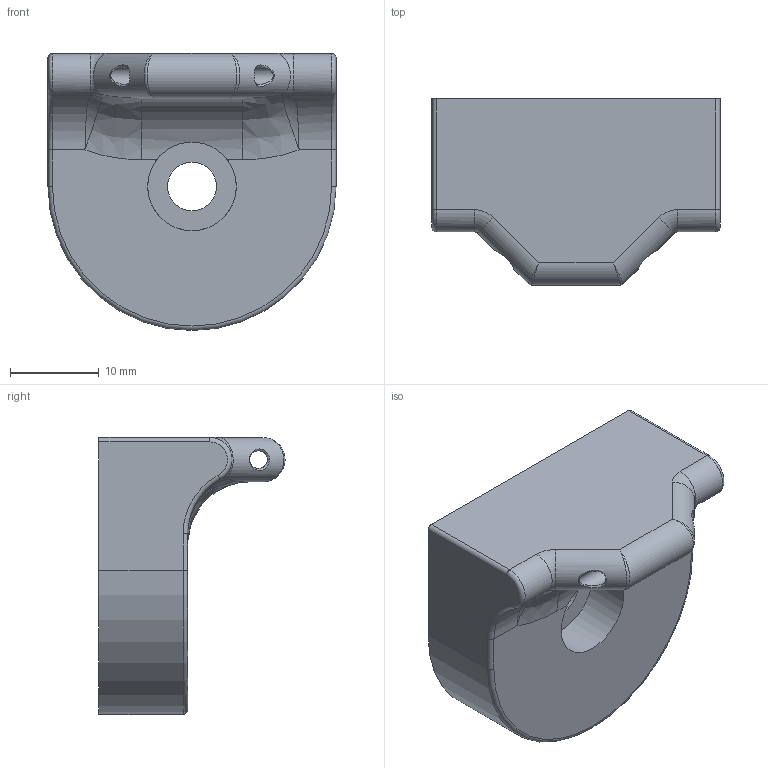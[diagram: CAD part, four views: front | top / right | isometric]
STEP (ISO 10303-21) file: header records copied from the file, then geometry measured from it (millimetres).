
FILE_DESCRIPTION(/* description */ ('STEP AP242','CAx-IF Rec.Pracs.---Representation and Presentation of Product Manufacturing Information (PMI)---4.0---2014-10-13','CAx-IF Rec.Pracs.---3D Tessellated Geometry---0.4---2014-09-14','2;1'),/* implementation_level */ '2;1');
FILE_NAME(/* name */ '67b483c68bc50956cb75f43b',/* time_stamp */ '2025-02-18T12:57:42Z',/* author */ (''),/* organization */ (''),/* preprocessor_version */ 'ST-DEVELOPER v20',/* originating_system */ 'ONSHAPE BY PTC INC, 1.193',/* authorisation */ ' ');
FILE_SCHEMA (('AP242_MANAGED_MODEL_BASED_3D_ENGINEERING_MIM_LF { 1 0 10303 442 1 1 4 }'));
Length unit declared in the file: metre
Products named in the file (1): Male Joint to M5
Bounding box: 32.5 x 21 x 31.25 mm (x, y, z)
Volume: 9931.7 mm3; surface area: 3641.7 mm2
Topology: 1 solids, 1 shells, 42 faces, 104 edges, 58 vertices
Faces by surface type: cylinder 16, bspline 12, plane 7, torus 7
Full cylindrical faces by diameter (mm): 2 x1, 5.5 x1, 10 x1
Entity records: 3665 total; most frequent: CARTESIAN_POINT 2756, ORIENTED_EDGE 188, DIRECTION 172, EDGE_CURVE 94, AXIS2_PLACEMENT_3D 72, VERTEX_POINT 57, EDGE_LOOP 49, FACE_BOUND 49
